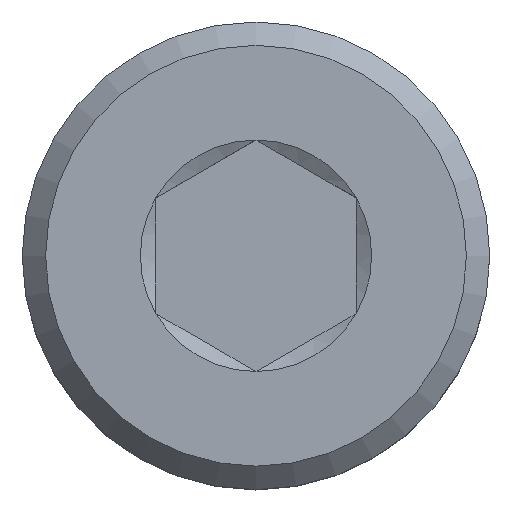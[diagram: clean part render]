
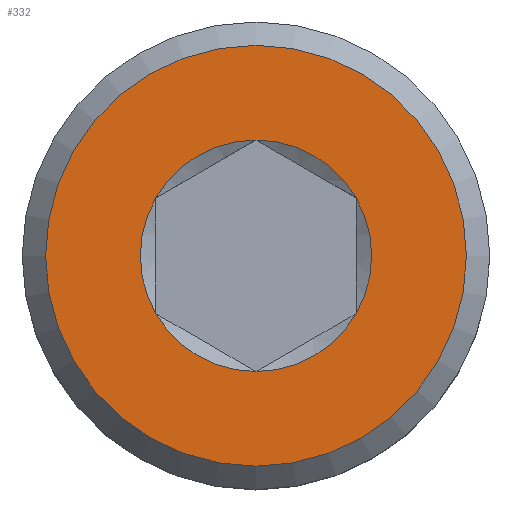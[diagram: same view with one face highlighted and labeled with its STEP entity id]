
A CAD part, top view. The second image highlights one B-rep face of the part: STEP entity #332.
In plain terms, the highlighted planar face has unit normal (0, 0, 1).
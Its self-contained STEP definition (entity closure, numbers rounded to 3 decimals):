
#46=PLANE('',#391);
#72=FACE_BOUND('',#127,.T.);
#96=FACE_OUTER_BOUND('',#126,.T.);
#126=EDGE_LOOP('',(#297));
#127=EDGE_LOOP('',(#298,#299,#300,#301,#302,#303));
#140=CIRCLE('',#371,3.15);
#141=CIRCLE('',#373,1.732);
#142=CIRCLE('',#382,1.732);
#143=CIRCLE('',#384,1.732);
#144=CIRCLE('',#386,1.732);
#145=CIRCLE('',#388,1.732);
#146=CIRCLE('',#390,1.732);
#168=VERTEX_POINT('',#4224);
#169=VERTEX_POINT('',#4227);
#170=VERTEX_POINT('',#4228);
#177=VERTEX_POINT('',#5771);
#178=VERTEX_POINT('',#5773);
#179=VERTEX_POINT('',#5779);
#180=VERTEX_POINT('',#5785);
#198=EDGE_CURVE('',#168,#168,#140,.T.);
#200=EDGE_CURVE('',#169,#170,#141,.T.);
#218=EDGE_CURVE('',#177,#178,#142,.T.);
#219=EDGE_CURVE('',#178,#179,#143,.T.);
#220=EDGE_CURVE('',#179,#180,#144,.T.);
#221=EDGE_CURVE('',#180,#169,#145,.T.);
#222=EDGE_CURVE('',#170,#177,#146,.T.);
#297=ORIENTED_EDGE('',*,*,#198,.T.);
#298=ORIENTED_EDGE('',*,*,#222,.F.);
#299=ORIENTED_EDGE('',*,*,#200,.F.);
#300=ORIENTED_EDGE('',*,*,#221,.F.);
#301=ORIENTED_EDGE('',*,*,#220,.F.);
#302=ORIENTED_EDGE('',*,*,#219,.F.);
#303=ORIENTED_EDGE('',*,*,#218,.F.);
#332=ADVANCED_FACE('',(#96,#72),#46,.T.);
#371=AXIS2_PLACEMENT_3D('',#4225,#428,#429);
#373=AXIS2_PLACEMENT_3D('',#4232,#432,#433);
#382=AXIS2_PLACEMENT_3D('',#5802,#462,#463);
#384=AXIS2_PLACEMENT_3D('',#5804,#466,#467);
#386=AXIS2_PLACEMENT_3D('',#5806,#470,#471);
#388=AXIS2_PLACEMENT_3D('',#5808,#474,#475);
#390=AXIS2_PLACEMENT_3D('',#5810,#478,#479);
#391=AXIS2_PLACEMENT_3D('',#5811,#480,#481);
#428=DIRECTION('center_axis',(0.,0.,1.));
#429=DIRECTION('ref_axis',(1.,0.,0.));
#432=DIRECTION('center_axis',(0.,0.,1.));
#433=DIRECTION('ref_axis',(1.,0.,0.));
#462=DIRECTION('center_axis',(0.,0.,1.));
#463=DIRECTION('ref_axis',(1.,0.,0.));
#466=DIRECTION('center_axis',(0.,0.,1.));
#467=DIRECTION('ref_axis',(1.,0.,0.));
#470=DIRECTION('center_axis',(0.,0.,1.));
#471=DIRECTION('ref_axis',(1.,0.,0.));
#474=DIRECTION('center_axis',(0.,0.,1.));
#475=DIRECTION('ref_axis',(1.,0.,0.));
#478=DIRECTION('center_axis',(0.,0.,1.));
#479=DIRECTION('ref_axis',(1.,0.,0.));
#480=DIRECTION('center_axis',(0.,0.,1.));
#481=DIRECTION('ref_axis',(1.,0.,0.));
#4224=CARTESIAN_POINT('',(3.15,0.,22.));
#4225=CARTESIAN_POINT('Origin',(0.,0.,22.));
#4227=CARTESIAN_POINT('',(1.5,-0.866,22.));
#4228=CARTESIAN_POINT('',(1.5,0.866,22.));
#4232=CARTESIAN_POINT('Origin',(0.,0.,22.));
#5771=CARTESIAN_POINT('',(0.,1.732,22.));
#5773=CARTESIAN_POINT('',(-1.5,0.866,22.));
#5779=CARTESIAN_POINT('',(-1.5,-0.866,22.));
#5785=CARTESIAN_POINT('',(0.,-1.732,22.));
#5802=CARTESIAN_POINT('Origin',(0.,0.,22.));
#5804=CARTESIAN_POINT('Origin',(0.,0.,22.));
#5806=CARTESIAN_POINT('Origin',(0.,0.,22.));
#5808=CARTESIAN_POINT('Origin',(0.,0.,22.));
#5810=CARTESIAN_POINT('Origin',(0.,0.,22.));
#5811=CARTESIAN_POINT('Origin',(0.,3.5,22.));
